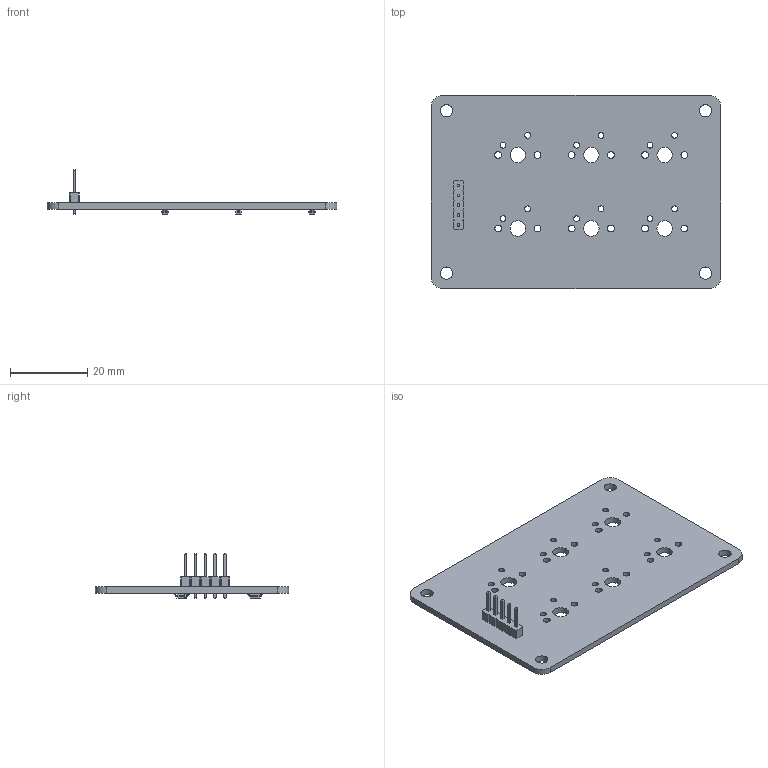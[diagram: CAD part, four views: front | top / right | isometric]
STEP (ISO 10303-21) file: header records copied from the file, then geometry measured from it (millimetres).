
FILE_DESCRIPTION(('KiCad electronic assembly'),'2;1');
FILE_NAME('mediaKeeb_V1.step','2024-03-12T14:56:06',('Pcbnew'),('Kicad') ,'Open CASCADE STEP processor 7.7','KiCad to STEP converter','Unknown' );
FILE_SCHEMA(('AUTOMOTIVE_DESIGN { 1 0 10303 214 1 1 1 1 }'));
Length unit declared in the file: millimetre
Products named in the file (6): mediaKeeb_V1 1; PinHeader_1x05_P2.54mm_Vertical; PinHeader_1x05_P254mm_Vertical; D_SOD-123; D_SOD_123; _autosave-mediaKeeb_V1_PCB
Assembly tree (10 placements, depth 3):
  mediaKeeb_V1 1
    PinHeader_1x05_P2.54mm_Vertical
      PinHeader_1x05_P254mm_Vertical
    D_SOD-123  x6
      D_SOD_123
    _autosave-mediaKeeb_V1_PCB
Bounding box: 75 x 50 x 11.54 mm (x, y, z)
Volume: 5857 mm3; surface area: 8337.1 mm2
Topology: 8 solids, 8 shells, 575 faces, 1373 edges, 830 vertices
Faces by surface type: plane 328, bspline 156, cylinder 91
Full cylindrical faces by diameter (mm): 1 x5, 1.5 x12, 1.75 x12, 3.2 x4, 4 x6
Entity records: 8564 total; most frequent: CARTESIAN_POINT 1324, ORIENTED_EDGE 1186, DIRECTION 1113, EDGE_CURVE 593, LINE 459, VECTOR 459, VERTEX_POINT 370, FACE_BOUND 329
